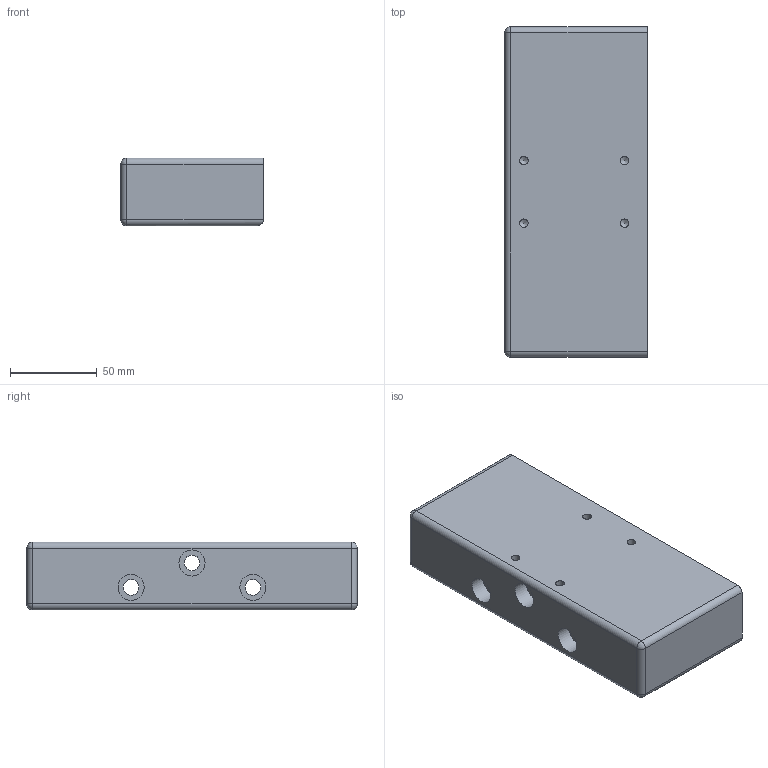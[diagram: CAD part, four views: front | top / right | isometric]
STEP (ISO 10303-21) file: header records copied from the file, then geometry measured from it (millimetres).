
FILE_DESCRIPTION((''),'2;1');
FILE_NAME('SL0196N.ipt.step','2007-09-10T15:13:27',(''),(''),'Autodesk Inventor 11','Autodesk Inventor 11','');
FILE_SCHEMA(('AUTOMOTIVE_DESIGN { 1 0 10303 214 1 1 1 1 }'));
Length unit declared in the file: millimetre
Products named in the file (1): SL0196N
Bounding box: 82 x 190 x 39 mm (x, y, z)
Volume: 583564.2 mm3; surface area: 60113.5 mm2
Topology: 1 solids, 1 shells, 40 faces, 95 edges, 56 vertices
Faces by surface type: bspline 21, cylinder 9, plane 6, sphere 4
Entity records: 1194 total; most frequent: CARTESIAN_POINT 461, DIRECTION 141, ORIENTED_EDGE 122, EDGE_LOOP 67, EDGE_CURVE 61, AXIS2_PLACEMENT_3D 60, VERTEX_POINT 44, FACE_OUTER_BOUND 40
